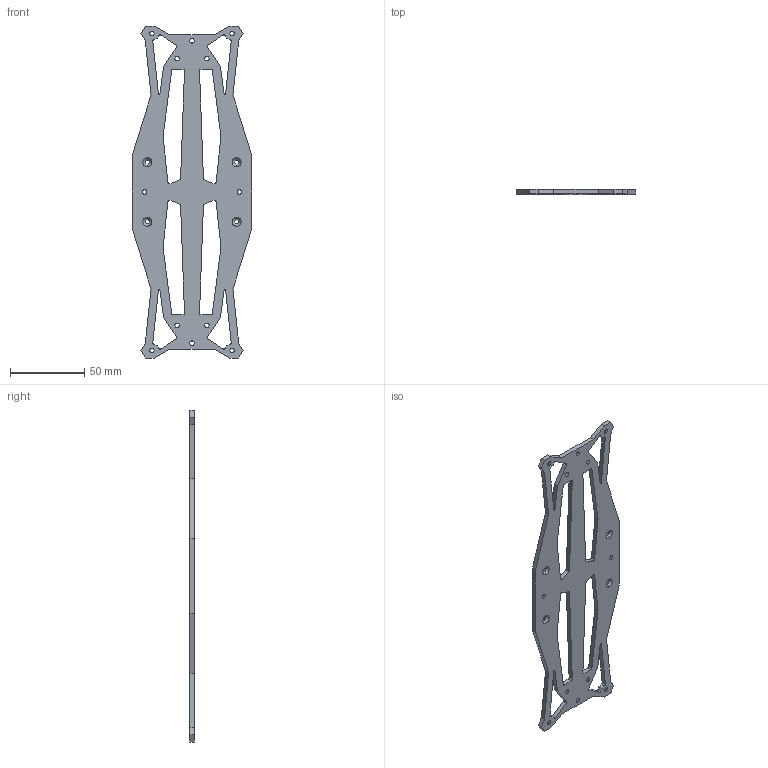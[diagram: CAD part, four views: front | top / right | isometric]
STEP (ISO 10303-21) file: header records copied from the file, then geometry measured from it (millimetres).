
FILE_DESCRIPTION (( 'STEP AP214' ), '1' );
FILE_NAME ('賦凳啣.STEP', '2023-01-14T06:30:28', ( '' ), ( '' ), 'SwSTEP 2.0', 'SolidWorks 2021', '' );
FILE_SCHEMA (( 'AUTOMOTIVE_DESIGN' ));
Length unit declared in the file: millimetre
Products named in the file (1): 賦凳啣
Bounding box: 80 x 3 x 223 mm (x, y, z)
Volume: 29978.5 mm3; surface area: 25518 mm2
Topology: 1 solids, 1 shells, 191 faces, 529 edges, 346 vertices
Faces by surface type: cylinder 87, plane 84, cone 20
Entity records: 6267 total; most frequent: DIRECTION 1107, CARTESIAN_POINT 1067, ORIENTED_EDGE 1058, EDGE_CURVE 529, AXIS2_PLACEMENT_3D 386, VERTEX_POINT 346, VECTOR 335, LINE 335
